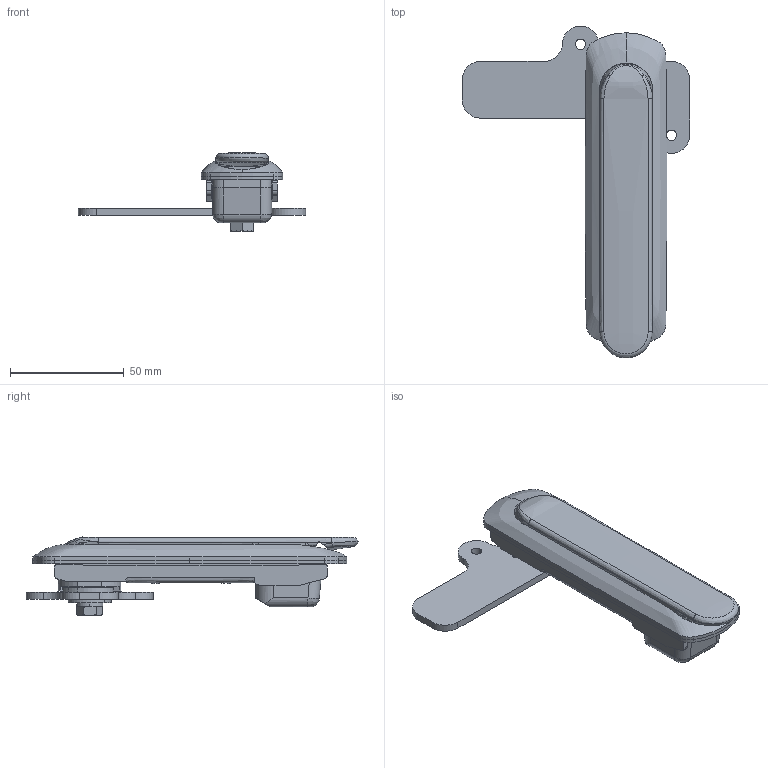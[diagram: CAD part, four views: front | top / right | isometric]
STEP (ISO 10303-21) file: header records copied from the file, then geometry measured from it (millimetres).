
FILE_DESCRIPTION (( 'STEP AP203' ), '1' );
FILE_NAME ('A-464-C-1-2.STEP', '2021-05-06T06:36:45', ( '' ), ( '' ), 'SwSTEP 2.0', 'SolidWorks 2018', '' );
FILE_SCHEMA (( 'CONFIG_CONTROL_DESIGN' ));
Length unit declared in the file: millimetre
Products named in the file (11): A-464-C-1-2_handle_; A-464-C-1-2; A-464-C-1-2_stopper plate washer_; A-464-C-1-2_packing_; A-464-C-1-2_stopper plate_; A-464-C-1-2_stopper_; A-464-C-1-2_fixing plate_; A-464-C-1-2_body_; A-464-C-1-2_hex head bolt_ver1.06__M6x12十字穴付六角ボルト(鉄)SWシングルセムス(P2); A-464-C-1-2_cross-recessed head machine screw_ver1.05__M5x12十字穴付なべ小ねじ(鉄); A-464-C-1-2_shaft__assy
Assembly tree (11 placements, depth 2):
  A-464-C-1-2
    A-464-C-1-2_body_
    A-464-C-1-2_handle_
    A-464-C-1-2_shaft__assy
    A-464-C-1-2_stopper_
    A-464-C-1-2_packing_
    A-464-C-1-2_fixing plate_
    A-464-C-1-2_cross-recessed head machine screw_ver1.05__M5x12十字穴付なべ小ねじ(鉄)  x2
    A-464-C-1-2_stopper plate_
    A-464-C-1-2_hex head bolt_ver1.06__M6x12十字穴付六角ボルト(鉄)SWシングルセムス(P2)
    A-464-C-1-2_stopper plate washer_
Bounding box: 100 x 146 x 34.65 mm (x, y, z)
Volume: 76777.3 mm3; surface area: 52129 mm2
Topology: 12 solids, 12 shells, 567 faces, 1513 edges, 980 vertices
Faces by surface type: plane 271, cylinder 199, bspline 46, cone 39, sphere 8, torus 4
Entity records: 22210 total; most frequent: CARTESIAN_POINT 8192, ORIENTED_EDGE 2838, DIRECTION 2539, EDGE_CURVE 1419, AXIS2_PLACEMENT_3D 924, VERTEX_POINT 922, VECTOR 691, LINE 691
